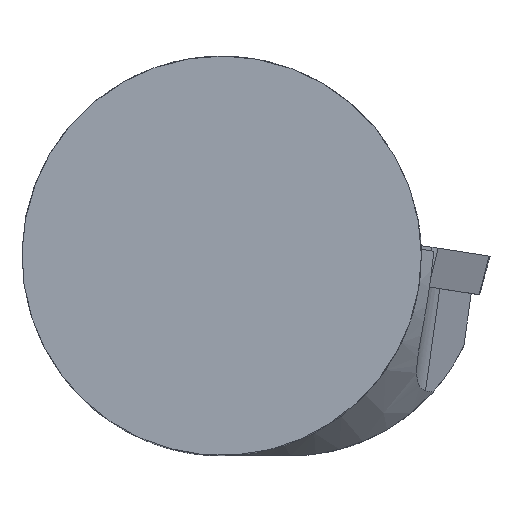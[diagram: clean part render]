
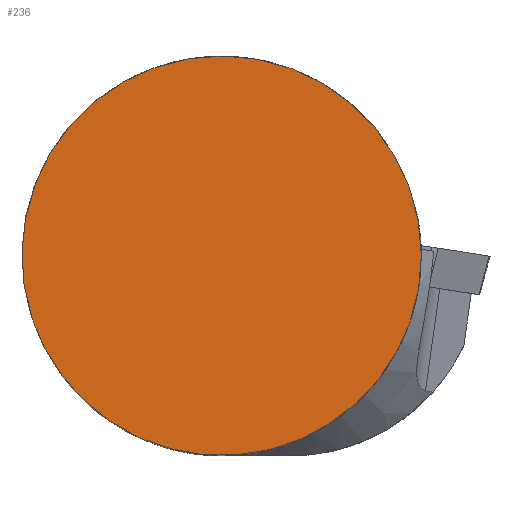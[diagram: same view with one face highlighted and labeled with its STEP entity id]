
A CAD part, top view. The second image highlights one B-rep face of the part: STEP entity #236.
In plain terms, the highlighted planar face has unit normal (0, 0, 1).
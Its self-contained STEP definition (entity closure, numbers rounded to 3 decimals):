
#135=PLANE('',#1280);
#180=FACE_OUTER_BOUND('',#353,.T.);
#236=ADVANCED_FACE('',(#180),#135,.T.);
#353=EDGE_LOOP('',(#690));
#414=CIRCLE('',#1189,20.);
#690=ORIENTED_EDGE('',*,*,#870,.F.);
#770=VERTEX_POINT('',#1785);
#870=EDGE_CURVE('',#770,#770,#414,.T.);
#1189=AXIS2_PLACEMENT_3D('',#1784,#1342,#1343);
#1280=AXIS2_PLACEMENT_3D('',#2036,#1565,#1566);
#1342=DIRECTION('',(0.,0.,-1.));
#1343=DIRECTION('',(1.,0.,0.));
#1565=DIRECTION('',(0.,0.,1.));
#1566=DIRECTION('',(1.,0.,0.));
#1784=CARTESIAN_POINT('',(0.,0.,0.));
#1785=CARTESIAN_POINT('',(20.,0.,0.));
#2036=CARTESIAN_POINT('',(0.,0.,0.));
